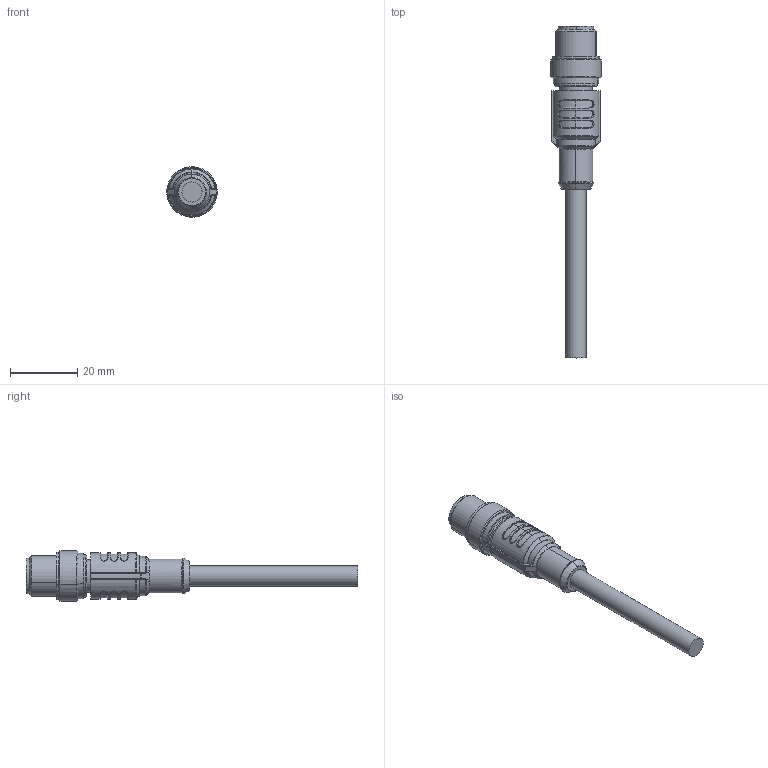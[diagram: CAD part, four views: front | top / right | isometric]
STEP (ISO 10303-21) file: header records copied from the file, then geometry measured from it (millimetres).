
FILE_DESCRIPTION(/* description */ (''),/* implementation_level */ '2;1');
FILE_NAME(/* name */ 'EZ12-M-P00.stp',/* time_stamp */ '2023-07-14T16:00:35+08:00',/* author */ (''),/* organization */ (''),/* preprocessor_version */ 'ST-DEVELOPER v16',/* originating_system */ 'SIEMENS PLM Software NX 10.0',/* authorisation */ '');
FILE_SCHEMA (('AP203_CONFIGURATION_CONTROLLED_3D_DESIGN_OF_MECHANICAL_PARTS_AND_ASSEMBLIES_MIM_LF { 1 0 10303 403 2 1 2}'));
Length unit declared in the file: millimetre
Products named in the file (1): dell2BBCCEF1rjnq
Bounding box: 15 x 98.7 x 15 mm (x, y, z)
Volume: 6804 mm3; surface area: 3785.3 mm2
Topology: 1 solids, 1 shells, 217 faces, 578 edges, 367 vertices
Faces by surface type: cylinder 85, plane 40, torus 31, cone 28, sphere 19, bspline 14
Full cylindrical faces by diameter (mm): 0.6 x12, 0.8 x12, 6 x1, 9.6 x1, 12.5 x1
Entity records: 8766 total; most frequent: CARTESIAN_POINT 3716, DIRECTION 1072, ORIENTED_EDGE 988, EDGE_CURVE 494, AXIS2_PLACEMENT_3D 482, VERTEX_POINT 341, EDGE_LOOP 279, CIRCLE 276
